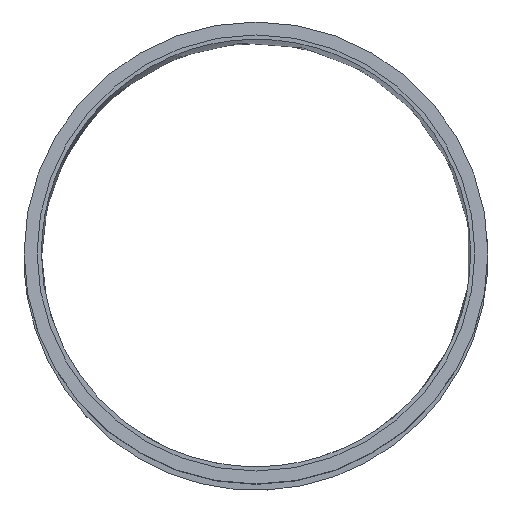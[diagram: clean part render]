
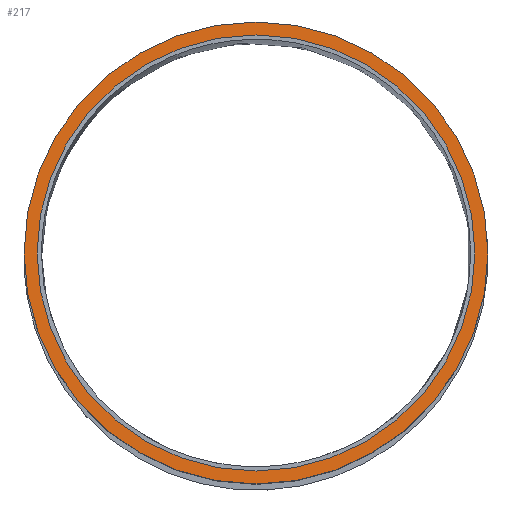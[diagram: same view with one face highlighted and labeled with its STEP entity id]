
A CAD part, top view. The second image highlights one B-rep face of the part: STEP entity #217.
In plain terms, the highlighted planar face has unit normal (0, 0.087, 0.996).
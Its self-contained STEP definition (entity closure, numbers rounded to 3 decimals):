
#73=CARTESIAN_POINT('',(-101.,2.392,54.784));
#74=VERTEX_POINT('',#73);
#87=CARTESIAN_POINT('',(101.,2.392,54.784));
#88=VERTEX_POINT('',#87);
#134=CARTESIAN_POINT('',(-107.,2.392,54.784));
#135=VERTEX_POINT('',#134);
#136=CARTESIAN_POINT('',(0.0,2.392,54.784));
#137=DIRECTION('',(0.0,0.087,0.996));
#138=DIRECTION('',(1.0,0.0,0.0));
#139=AXIS2_PLACEMENT_3D('',#136,#137,#138);
#140=CIRCLE('',#139,107.);
#141=EDGE_CURVE('',#135,#135,#140,.T.);
#193=CARTESIAN_POINT('',(0.0,2.392,54.784));
#194=DIRECTION('',(0.0,0.087,0.996));
#195=DIRECTION('',(1.0,0.0,0.0));
#196=AXIS2_PLACEMENT_3D('',#193,#194,#195);
#197=PLANE('',#196);
#198=ORIENTED_EDGE('',*,*,#141,.T.);
#199=EDGE_LOOP('',(#198));
#200=FACE_OUTER_BOUND('',#199,.T.);
#201=CARTESIAN_POINT('',(0.0,2.392,54.784));
#202=DIRECTION('',(0.0,0.087,0.996));
#203=DIRECTION('',(-1.0,0.0,0.0));
#204=AXIS2_PLACEMENT_3D('',#201,#202,#203);
#205=CIRCLE('',#204,101.);
#206=EDGE_CURVE('',#88,#74,#205,.T.);
#207=ORIENTED_EDGE('',*,*,#206,.F.);
#208=CARTESIAN_POINT('',(0.0,2.392,54.784));
#209=DIRECTION('',(0.0,0.087,0.996));
#210=DIRECTION('',(-1.0,0.0,0.0));
#211=AXIS2_PLACEMENT_3D('',#208,#209,#210);
#212=CIRCLE('',#211,101.);
#213=EDGE_CURVE('',#74,#88,#212,.T.);
#214=ORIENTED_EDGE('',*,*,#213,.F.);
#215=EDGE_LOOP('',(#207,#214));
#216=FACE_BOUND('',#215,.T.);
#217=ADVANCED_FACE('',(#200,#216),#197,.T.);
